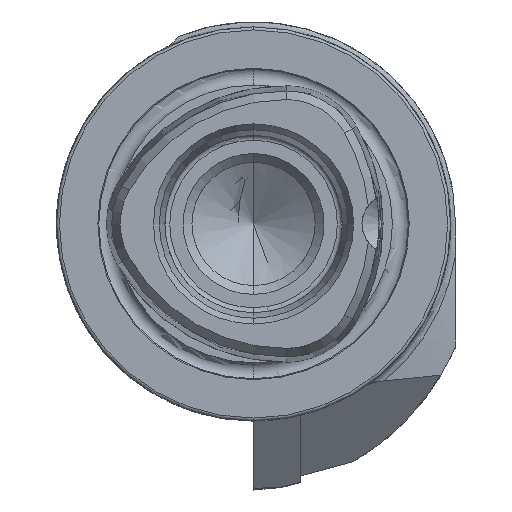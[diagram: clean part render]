
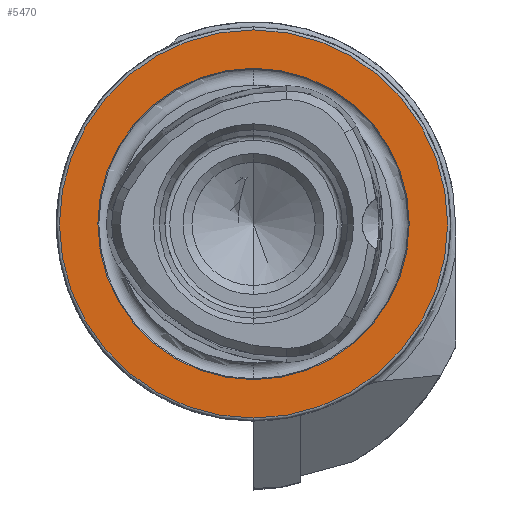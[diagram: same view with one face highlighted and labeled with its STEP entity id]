
A CAD part, left-side view. The second image highlights one B-rep face of the part: STEP entity #5470.
In plain terms, the highlighted planar face has unit normal (-1, 0, 0).
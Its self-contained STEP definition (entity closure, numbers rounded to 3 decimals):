
#691 = VERTEX_POINT ( 'NONE', #9713 ) ;
#1047 = EDGE_LOOP ( 'NONE', ( #16554, #14881 ) ) ;
#2242 = AXIS2_PLACEMENT_3D ( 'NONE', #14014, #2326, #18487 ) ;
#2326 = DIRECTION ( 'NONE',  ( 1., 0., 0. ) ) ;
#2761 = VERTEX_POINT ( 'NONE', #14799 ) ;
#3311 = FACE_BOUND ( 'NONE', #15975, .T. ) ;
#3378 = AXIS2_PLACEMENT_3D ( 'NONE', #7267, #10000, #11275 ) ;
#4612 = CARTESIAN_POINT ( 'NONE',  ( 0., 0., 0. ) ) ;
#4682 = VERTEX_POINT ( 'NONE', #12241 ) ;
#5470 = ADVANCED_FACE ( 'NONE', ( #3311, #7768 ), #14107, .F. ) ;
#6171 = DIRECTION ( 'NONE',  ( 0., 0., 1. ) ) ;
#6654 = DIRECTION ( 'NONE',  ( -1., 0., 0. ) ) ;
#7267 = CARTESIAN_POINT ( 'NONE',  ( 0., 0., 0. ) ) ;
#7546 = CIRCLE ( 'NONE', #14376, 15.8 ) ;
#7768 = FACE_OUTER_BOUND ( 'NONE', #1047, .T. ) ;
#7819 = DIRECTION ( 'NONE',  ( 0., 0., 1. ) ) ;
#8025 = VERTEX_POINT ( 'NONE', #17000 ) ;
#8657 = DIRECTION ( 'NONE',  ( -1., 0., 0. ) ) ;
#9713 = CARTESIAN_POINT ( 'NONE',  ( 0., 0., 15.8 ) ) ;
#10000 = DIRECTION ( 'NONE',  ( -1., 0., 0. ) ) ;
#10035 = DIRECTION ( 'NONE',  ( 0., 0., 1. ) ) ;
#10378 = DIRECTION ( 'NONE',  ( -1., 0., 0. ) ) ;
#11275 = DIRECTION ( 'NONE',  ( 0., 0., 1. ) ) ;
#11688 = CARTESIAN_POINT ( 'NONE',  ( 0., 0., 0. ) ) ;
#12241 = CARTESIAN_POINT ( 'NONE',  ( 0., 0., 19.7 ) ) ;
#12371 = CIRCLE ( 'NONE', #16079, 15.8 ) ;
#13653 = ORIENTED_EDGE ( 'NONE', *, *, #16132, .F. ) ;
#14014 = CARTESIAN_POINT ( 'NONE',  ( 0., 15.8, 0. ) ) ;
#14107 = PLANE ( 'NONE',  #2242 ) ;
#14376 = AXIS2_PLACEMENT_3D ( 'NONE', #18339, #6654, #7819 ) ;
#14484 = EDGE_CURVE ( 'NONE', #4682, #2761, #15918, .T. ) ;
#14620 = EDGE_CURVE ( 'NONE', #8025, #691, #7546, .T. ) ;
#14799 = CARTESIAN_POINT ( 'NONE',  ( 0., 0., -19.7 ) ) ;
#14881 = ORIENTED_EDGE ( 'NONE', *, *, #18544, .T. ) ;
#15918 = CIRCLE ( 'NONE', #18086, 19.7 ) ;
#15975 = EDGE_LOOP ( 'NONE', ( #13653, #18924 ) ) ;
#16079 = AXIS2_PLACEMENT_3D ( 'NONE', #11688, #8657, #10035 ) ;
#16132 = EDGE_CURVE ( 'NONE', #691, #8025, #12371, .T. ) ;
#16554 = ORIENTED_EDGE ( 'NONE', *, *, #14484, .T. ) ;
#17000 = CARTESIAN_POINT ( 'NONE',  ( 0., 0., -15.8 ) ) ;
#17672 = CIRCLE ( 'NONE', #3378, 19.7 ) ;
#18086 = AXIS2_PLACEMENT_3D ( 'NONE', #4612, #10378, #6171 ) ;
#18339 = CARTESIAN_POINT ( 'NONE',  ( 0., 0., 0. ) ) ;
#18487 = DIRECTION ( 'NONE',  ( 0., 0., -1. ) ) ;
#18544 = EDGE_CURVE ( 'NONE', #2761, #4682, #17672, .T. ) ;
#18924 = ORIENTED_EDGE ( 'NONE', *, *, #14620, .F. ) ;
